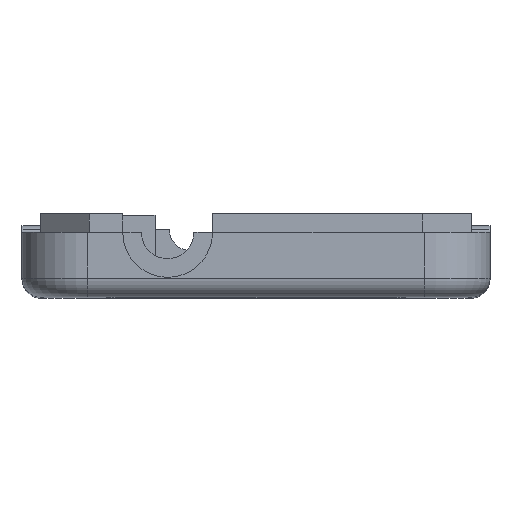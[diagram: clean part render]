
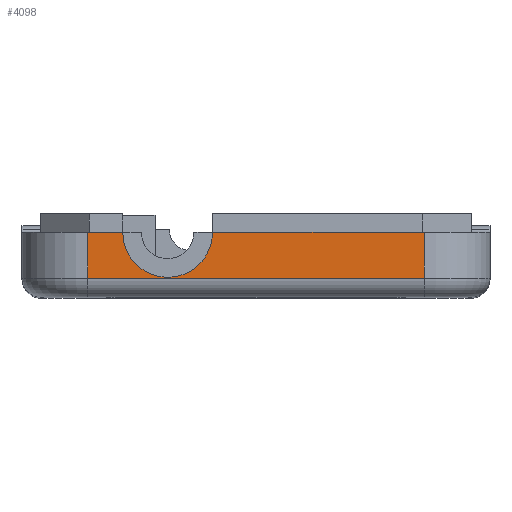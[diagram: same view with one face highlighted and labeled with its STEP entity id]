
A CAD part, top view. The second image highlights one B-rep face of the part: STEP entity #4098.
In plain terms, the highlighted planar face has unit normal (0, 0, 1).
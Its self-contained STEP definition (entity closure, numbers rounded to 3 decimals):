
#144 = DIRECTION ( 'NONE',  ( 1., 0., 0. ) ) ;
#230 = ORIENTED_EDGE ( 'NONE', *, *, #433, .T. ) ;
#242 = VERTEX_POINT ( 'NONE', #436 ) ;
#433 = EDGE_CURVE ( 'NONE', #3690, #242, #4162, .T. ) ;
#436 = CARTESIAN_POINT ( 'NONE',  ( -18., -21., 42.5 ) ) ;
#535 = CIRCLE ( 'NONE', #1447, 4.8 ) ;
#661 = VECTOR ( 'NONE', #2801, 1000. ) ;
#826 = EDGE_CURVE ( 'NONE', #1526, #2725, #535, .T. ) ;
#830 = CARTESIAN_POINT ( 'NONE',  ( -25., -16.11, 42.5 ) ) ;
#1009 = EDGE_LOOP ( 'NONE', ( #2481, #230, #1865, #1822, #1583, #1031 ) ) ;
#1031 = ORIENTED_EDGE ( 'NONE', *, *, #826, .F. ) ;
#1039 = VECTOR ( 'NONE', #2372, 1000. ) ;
#1049 = CARTESIAN_POINT ( 'NONE',  ( -25., -16.11, 42.5 ) ) ;
#1080 = EDGE_CURVE ( 'NONE', #3690, #1526, #2613, .T. ) ;
#1104 = FACE_OUTER_BOUND ( 'NONE', #1009, .T. ) ;
#1121 = DIRECTION ( 'NONE',  ( 0., 0., 1. ) ) ;
#1167 = CARTESIAN_POINT ( 'NONE',  ( -18., -23., 42.5 ) ) ;
#1434 = PLANE ( 'NONE',  #2260 ) ;
#1447 = AXIS2_PLACEMENT_3D ( 'NONE', #3465, #2476, #2422 ) ;
#1451 = LINE ( 'NONE', #3731, #1906 ) ;
#1489 = VECTOR ( 'NONE', #1944, 1000. ) ;
#1526 = VERTEX_POINT ( 'NONE', #3097 ) ;
#1555 = EDGE_CURVE ( 'NONE', #3950, #1719, #1451, .T. ) ;
#1583 = ORIENTED_EDGE ( 'NONE', *, *, #4059, .F. ) ;
#1594 = CARTESIAN_POINT ( 'NONE',  ( 18., -21., 42.5 ) ) ;
#1674 = CARTESIAN_POINT ( 'NONE',  ( -4.64, -16.11, 42.5 ) ) ;
#1719 = VERTEX_POINT ( 'NONE', #1882 ) ;
#1822 = ORIENTED_EDGE ( 'NONE', *, *, #1555, .T. ) ;
#1865 = ORIENTED_EDGE ( 'NONE', *, *, #3520, .T. ) ;
#1882 = CARTESIAN_POINT ( 'NONE',  ( 18., -16.11, 42.5 ) ) ;
#1906 = VECTOR ( 'NONE', #2783, 1000. ) ;
#1944 = DIRECTION ( 'NONE',  ( 1., 0., 0. ) ) ;
#2260 = AXIS2_PLACEMENT_3D ( 'NONE', #3754, #1121, #144 ) ;
#2338 = LINE ( 'NONE', #2932, #1489 ) ;
#2372 = DIRECTION ( 'NONE',  ( 1., 0., 0. ) ) ;
#2422 = DIRECTION ( 'NONE',  ( 1., 0., 0. ) ) ;
#2476 = DIRECTION ( 'NONE',  ( 0., 0., 1. ) ) ;
#2481 = ORIENTED_EDGE ( 'NONE', *, *, #1080, .F. ) ;
#2495 = DIRECTION ( 'NONE',  ( 0., -1., 0. ) ) ;
#2613 = LINE ( 'NONE', #1049, #1039 ) ;
#2725 = VERTEX_POINT ( 'NONE', #1674 ) ;
#2783 = DIRECTION ( 'NONE',  ( 0., 1., 0. ) ) ;
#2801 = DIRECTION ( 'NONE',  ( 1., 0., 0. ) ) ;
#2932 = CARTESIAN_POINT ( 'NONE',  ( -25., -21., 42.5 ) ) ;
#3097 = CARTESIAN_POINT ( 'NONE',  ( -14.24, -16.11, 42.5 ) ) ;
#3448 = CARTESIAN_POINT ( 'NONE',  ( -18., -16.11, 42.5 ) ) ;
#3465 = CARTESIAN_POINT ( 'NONE',  ( -9.44, -16.11, 42.5 ) ) ;
#3520 = EDGE_CURVE ( 'NONE', #242, #3950, #2338, .T. ) ;
#3623 = VECTOR ( 'NONE', #2495, 1000. ) ;
#3690 = VERTEX_POINT ( 'NONE', #3448 ) ;
#3731 = CARTESIAN_POINT ( 'NONE',  ( 18., -23., 42.5 ) ) ;
#3754 = CARTESIAN_POINT ( 'NONE',  ( -25., -23., 42.5 ) ) ;
#3950 = VERTEX_POINT ( 'NONE', #1594 ) ;
#4059 = EDGE_CURVE ( 'NONE', #2725, #1719, #4097, .T. ) ;
#4097 = LINE ( 'NONE', #830, #661 ) ;
#4098 = ADVANCED_FACE ( 'NONE', ( #1104 ), #1434, .T. ) ;
#4162 = LINE ( 'NONE', #1167, #3623 ) ;
